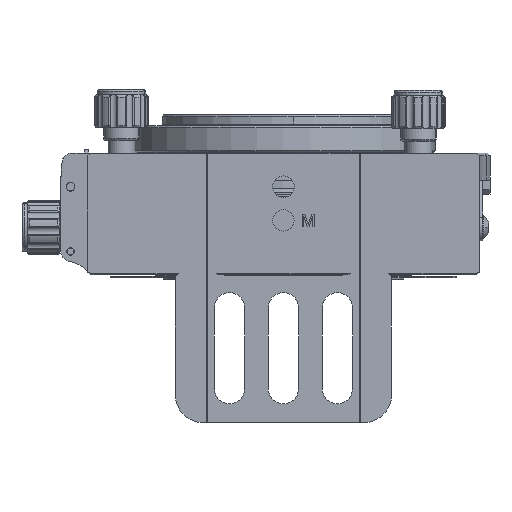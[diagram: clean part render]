
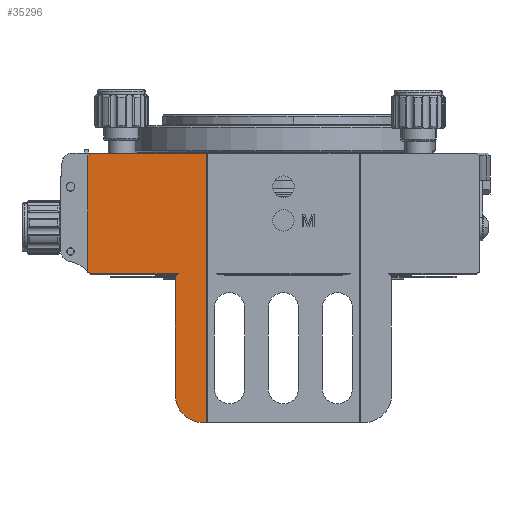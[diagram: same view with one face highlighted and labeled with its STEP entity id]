
A CAD part, front view. The second image highlights one B-rep face of the part: STEP entity #35296.
In plain terms, the highlighted planar face has unit normal (0, -1, 0).
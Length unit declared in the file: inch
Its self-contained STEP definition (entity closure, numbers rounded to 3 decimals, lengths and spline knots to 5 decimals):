
#5149=CARTESIAN_POINT('',(-0.7495,-3.,-1.118));
#5150=DIRECTION('',(0.,-1.,0.));
#5151=DIRECTION('',(-1.,0.,0.));
#5152=AXIS2_PLACEMENT_3D('',#5149,#5150,#5151);
#5157=DIRECTION('',(-0.707,0.,-0.707));
#5158=VECTOR('',#5157,0.03536);
#5159=CARTESIAN_POINT('',(-0.9745,-3.,0.007));
#5160=LINE('',#5159,#5158);
#5164=DIRECTION('',(0.707,0.,-0.707));
#5165=VECTOR('',#5164,0.03536);
#5166=CARTESIAN_POINT('',(-1.812,-3.,0.032));
#5167=LINE('',#5166,#5165);
#5171=DIRECTION('',(0.,0.,-1.));
#5172=VECTOR('',#5171,1.07);
#5173=CARTESIAN_POINT('',(-1.812,-3.,1.102));
#5174=LINE('',#5173,#5172);
#5178=DIRECTION('',(-0.707,0.,-0.707));
#5179=VECTOR('',#5178,0.03536);
#5180=CARTESIAN_POINT('',(-1.787,-3.,1.127));
#5181=LINE('',#5180,#5179);
#5185=DIRECTION('',(-1.,0.,0.));
#5186=VECTOR('',#5185,1.0775);
#5187=CARTESIAN_POINT('',(-0.7095,-3.,1.127));
#5188=LINE('',#5187,#5186);
#5199=DIRECTION('',(0.,0.,-1.));
#5200=VECTOR('',#5199,2.495);
#5201=CARTESIAN_POINT('',(-0.7095,-3.,1.127));
#5202=LINE('',#5201,#5200);
#5778=DIRECTION('',(-1.,0.,0.));
#5779=VECTOR('',#5778,0.8125);
#5780=CARTESIAN_POINT('',(-0.9745,-3.,0.007));
#5781=LINE('',#5780,#5779);
#5841=DIRECTION('',(0.,0.,1.));
#5842=VECTOR('',#5841,1.1);
#5843=CARTESIAN_POINT('',(-0.9995,-3.,-1.118));
#5844=LINE('',#5843,#5842);
#6075=DIRECTION('',(-1.,0.,0.));
#6076=VECTOR('',#6075,0.04);
#6077=CARTESIAN_POINT('',(-0.7095,-3.,-1.368));
#6078=LINE('',#6077,#6076);
#29421=CARTESIAN_POINT('',(-0.9745,-3.,0.007));
#29422=VERTEX_POINT('',#29421);
#29423=CARTESIAN_POINT('',(-1.787,-3.,0.007));
#29424=VERTEX_POINT('',#29423);
#29851=CARTESIAN_POINT('',(-1.812,-3.,0.032));
#29852=VERTEX_POINT('',#29851);
#29986=CARTESIAN_POINT('',(-1.812,-3.,1.102));
#29987=VERTEX_POINT('',#29986);
#29989=CARTESIAN_POINT('',(-0.7095,-3.,-1.368));
#29991=VERTEX_POINT('',#29989);
#30208=CARTESIAN_POINT('',(-0.7495,-3.,-1.368));
#30210=VERTEX_POINT('',#30208);
#30211=CARTESIAN_POINT('',(-0.9995,-3.,-1.118));
#30213=VERTEX_POINT('',#30211);
#31056=CARTESIAN_POINT('',(-1.787,-3.,1.127));
#31057=VERTEX_POINT('',#31056);
#31058=CARTESIAN_POINT('',(-0.7095,-3.,1.127));
#31059=VERTEX_POINT('',#31058);
#31162=CARTESIAN_POINT('',(-0.9995,-3.,-0.018));
#31163=VERTEX_POINT('',#31162);
#35272=CARTESIAN_POINT('',(-1.812,-3.,0.007));
#35273=DIRECTION('',(0.,1.,0.));
#35274=DIRECTION('',(0.,0.,-1.));
#35275=AXIS2_PLACEMENT_3D('',#35272,#35273,#35274);
#35276=PLANE('',#35275);
#35278=ORIENTED_EDGE('',*,*,#35277,.T.);
#35280=ORIENTED_EDGE('',*,*,#35279,.T.);
#35282=ORIENTED_EDGE('',*,*,#35281,.F.);
#35284=ORIENTED_EDGE('',*,*,#35283,.T.);
#35286=ORIENTED_EDGE('',*,*,#35285,.F.);
#35288=ORIENTED_EDGE('',*,*,#35287,.T.);
#35289=ORIENTED_EDGE('',*,*,#34178,.F.);
#35291=ORIENTED_EDGE('',*,*,#35290,.F.);
#35292=ORIENTED_EDGE('',*,*,#35265,.F.);
#35293=ORIENTED_EDGE('',*,*,#33120,.F.);
#35294=EDGE_LOOP('',(#35278,#35280,#35282,#35284,#35286,#35288,#35289,#35291,
#35292,#35293));
#35295=FACE_OUTER_BOUND('',#35294,.F.);
#5153=CIRCLE('',#5152,0.25);
#33120=EDGE_CURVE('',#31059,#31057,#5188,.T.);
#34178=EDGE_CURVE('',#29852,#29424,#5167,.T.);
#35265=EDGE_CURVE('',#31057,#29987,#5181,.T.);
#35277=EDGE_CURVE('',#31059,#29991,#5202,.T.);
#35279=EDGE_CURVE('',#29991,#30210,#6078,.T.);
#35281=EDGE_CURVE('',#30213,#30210,#5153,.T.);
#35283=EDGE_CURVE('',#30213,#31163,#5844,.T.);
#35285=EDGE_CURVE('',#29422,#31163,#5160,.T.);
#35287=EDGE_CURVE('',#29422,#29424,#5781,.T.);
#35290=EDGE_CURVE('',#29987,#29852,#5174,.T.);
#35296=ADVANCED_FACE('',(#35295),#35276,.F.);
